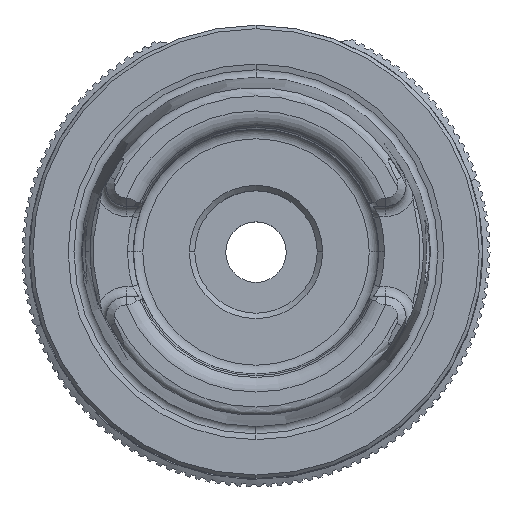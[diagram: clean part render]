
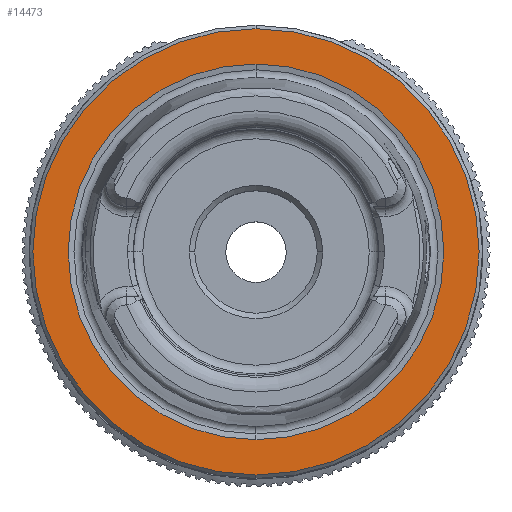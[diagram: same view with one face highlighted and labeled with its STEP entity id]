
A CAD part, top view. The second image highlights one B-rep face of the part: STEP entity #14473.
In plain terms, the highlighted planar face has unit normal (0, 0, 1).
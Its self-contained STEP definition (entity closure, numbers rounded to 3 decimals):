
#5231=VERTEX_POINT('NONE',#15480);
#5829=EDGE_CURVE('NONE',#9843,#14313,#16138,.T.);
#8621=EDGE_CURVE('NONE',#13761,#5231,#19178,.F.);
#9843=VERTEX_POINT('NONE',#20510);
#11171=EDGE_CURVE('NONE',#14313,#9843,#21958,.T.);
#11247=EDGE_CURVE('NONE',#5231,#13761,#22041,.T.);
#13761=VERTEX_POINT('NONE',#24786);
#14313=VERTEX_POINT('NONE',#25386);
#14473=ADVANCED_FACE('NONE',(#25557,#25558),#25559,.F.);
#15480=CARTESIAN_POINT('',(0.,-26.09,0.));
#16138=CIRCLE('',#28419,30.995);
#19178=CIRCLE('',#35468,26.09);
#20510=CARTESIAN_POINT('',(0.,30.995,0.));
#21958=CIRCLE('',#42258,30.995);
#22041=CIRCLE('',#42446,26.09);
#24786=CARTESIAN_POINT('',(0.,26.09,0.));
#25386=CARTESIAN_POINT('',(0.,-30.995,0.));
#25557=FACE_OUTER_BOUND('',#51845,.T.);
#25558=FACE_BOUND('',#51846,.T.);
#25559=PLANE('',#51847);
#28419=AXIS2_PLACEMENT_3D('',#55044,#55045,#55046);
#35468=AXIS2_PLACEMENT_3D('',#58160,#58161,#58162);
#42258=AXIS2_PLACEMENT_3D('',#60773,#60774,#60775);
#42446=AXIS2_PLACEMENT_3D('',#60870,#60871,#60872);
#51845=EDGE_LOOP('',(#64834,#64835));
#51846=EDGE_LOOP('',(#64836,#64837));
#51847=AXIS2_PLACEMENT_3D('',#64838,#64839,#64840);
#55044=CARTESIAN_POINT('',(0.,0.,0.));
#55045=DIRECTION('',(0.0,0.0,1.0));
#55046=DIRECTION('',(0.,-1.0,0.0));
#58160=CARTESIAN_POINT('',(0.,0.,0.));
#58161=DIRECTION('',(0.0,0.0,-1.0));
#58162=DIRECTION('',(0.,1.0,0.0));
#60773=CARTESIAN_POINT('',(0.,0.,0.));
#60774=DIRECTION('',(0.0,0.0,1.0));
#60775=DIRECTION('',(0.,-1.0,0.0));
#60870=CARTESIAN_POINT('',(0.,0.,0.));
#60871=DIRECTION('',(0.0,-0.0,1.0));
#60872=DIRECTION('',(0.,1.0,0.0));
#64834=ORIENTED_EDGE('',*,*,#11171,.T.);
#64835=ORIENTED_EDGE('',*,*,#5829,.T.);
#64836=ORIENTED_EDGE('',*,*,#8621,.F.);
#64837=ORIENTED_EDGE('',*,*,#11247,.F.);
#64838=CARTESIAN_POINT('',(0.,-24.796,0.));
#64839=DIRECTION('',(-0.0,0.0,-1.0));
#64840=DIRECTION('',(0.,-1.0,0.0));
